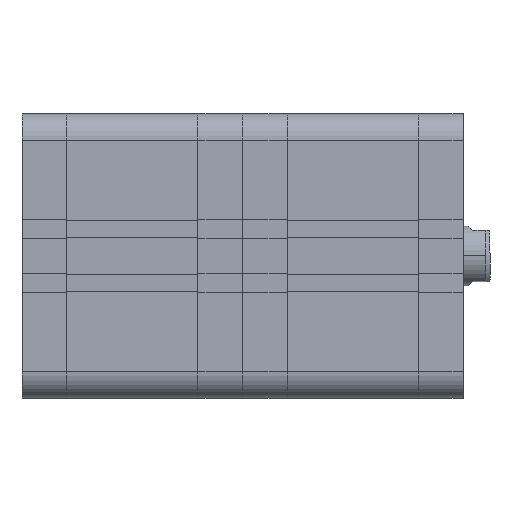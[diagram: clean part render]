
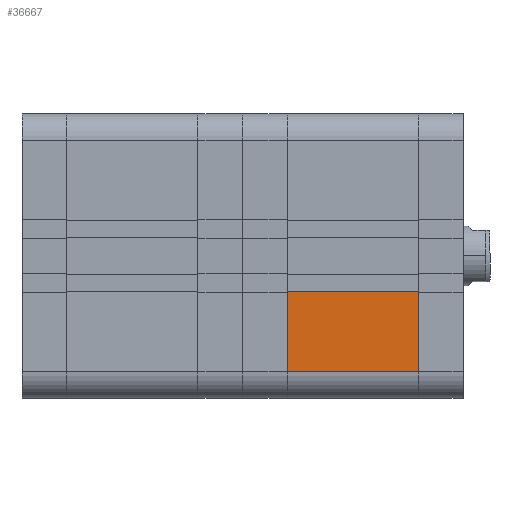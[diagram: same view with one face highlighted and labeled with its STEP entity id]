
A CAD part, front view. The second image highlights one B-rep face of the part: STEP entity #36667.
In plain terms, the highlighted planar face has unit normal (0, -1, 0).
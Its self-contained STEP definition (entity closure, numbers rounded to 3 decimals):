
#437 = ORIENTED_EDGE ( 'NONE', *, *, #34773, .T. ) ;
#756 = VECTOR ( 'NONE', #5044, 1000. ) ;
#772 = DIRECTION ( 'NONE',  ( 1., 0., 0. ) ) ;
#962 = ORIENTED_EDGE ( 'NONE', *, *, #24360, .F. ) ;
#1777 = VERTEX_POINT ( 'NONE', #11541 ) ;
#3393 = ORIENTED_EDGE ( 'NONE', *, *, #20001, .T. ) ;
#3769 = VECTOR ( 'NONE', #22802, 1000. ) ;
#5044 = DIRECTION ( 'NONE',  ( -1., 0., 0. ) ) ;
#5975 = CARTESIAN_POINT ( 'NONE',  ( 0., -47.75, -38.75 ) ) ;
#7139 = VERTEX_POINT ( 'NONE', #5975 ) ;
#8058 = LINE ( 'NONE', #16305, #756 ) ;
#8560 = LINE ( 'NONE', #14365, #3769 ) ;
#9928 = CARTESIAN_POINT ( 'NONE',  ( 44., -47.75, -47.75 ) ) ;
#10645 = FACE_OUTER_BOUND ( 'NONE', #30493, .T. ) ;
#10721 = VERTEX_POINT ( 'NONE', #21623 ) ;
#11313 = ORIENTED_EDGE ( 'NONE', *, *, #20498, .T. ) ;
#11541 = CARTESIAN_POINT ( 'NONE',  ( 44., -47.75, -11.8 ) ) ;
#14365 = CARTESIAN_POINT ( 'NONE',  ( 0., -47.75, -47.75 ) ) ;
#16305 = CARTESIAN_POINT ( 'NONE',  ( 44.001, -47.75, -11.8 ) ) ;
#16623 = CARTESIAN_POINT ( 'NONE',  ( 44., -47.75, -47.75 ) ) ;
#18821 = AXIS2_PLACEMENT_3D ( 'NONE', #16623, #24884, #27706 ) ;
#19623 = PLANE ( 'NONE',  #18821 ) ;
#20001 = EDGE_CURVE ( 'NONE', #7139, #22265, #29506, .T. ) ;
#20498 = EDGE_CURVE ( 'NONE', #1777, #10721, #8058, .T. ) ;
#21362 = DIRECTION ( 'NONE',  ( 0., 0., -1. ) ) ;
#21623 = CARTESIAN_POINT ( 'NONE',  ( 0., -47.75, -11.8 ) ) ;
#21698 = VECTOR ( 'NONE', #772, 1000. ) ;
#22215 = CARTESIAN_POINT ( 'NONE',  ( 44., -47.75, -38.75 ) ) ;
#22265 = VERTEX_POINT ( 'NONE', #22215 ) ;
#22802 = DIRECTION ( 'NONE',  ( 0., 0., -1. ) ) ;
#24360 = EDGE_CURVE ( 'NONE', #1777, #22265, #33191, .T. ) ;
#24884 = DIRECTION ( 'NONE',  ( 0., 1., 0. ) ) ;
#27706 = DIRECTION ( 'NONE',  ( 0., 0., 1. ) ) ;
#29076 = VECTOR ( 'NONE', #21362, 1000. ) ;
#29506 = LINE ( 'NONE', #34960, #21698 ) ;
#30493 = EDGE_LOOP ( 'NONE', ( #11313, #437, #3393, #962 ) ) ;
#33191 = LINE ( 'NONE', #9928, #29076 ) ;
#34773 = EDGE_CURVE ( 'NONE', #10721, #7139, #8560, .T. ) ;
#34960 = CARTESIAN_POINT ( 'NONE',  ( 44., -47.75, -38.75 ) ) ;
#36667 = ADVANCED_FACE ( 'NONE', ( #10645 ), #19623, .F. ) ;
